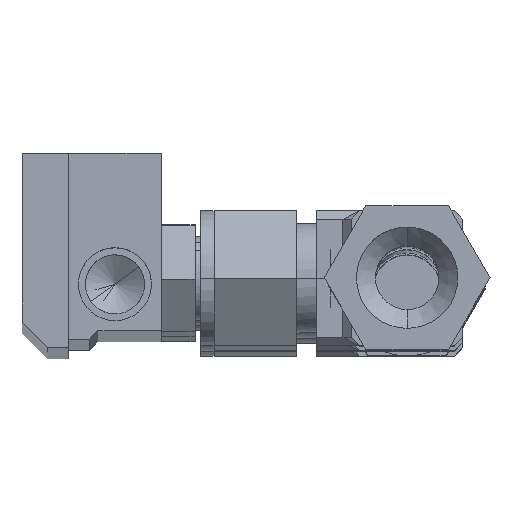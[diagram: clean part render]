
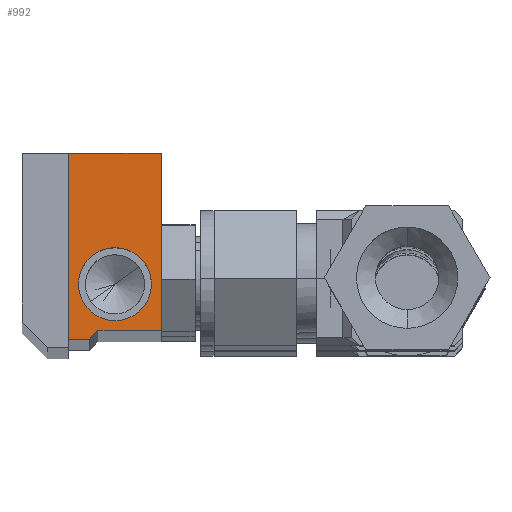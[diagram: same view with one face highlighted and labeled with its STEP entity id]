
A CAD part, top view. The second image highlights one B-rep face of the part: STEP entity #992.
In plain terms, the highlighted planar face has unit normal (0, 0, 1).
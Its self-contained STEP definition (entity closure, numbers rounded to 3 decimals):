
#992=ADVANCED_FACE('',(#2891,#2892),#2893,.T.);
#2891=FACE_OUTER_BOUND('',#5441,.T.);
#2892=FACE_BOUND('',#5442,.T.);
#2893=PLANE('',#5443);
#5441=EDGE_LOOP('',(#11667,#11668,#11669,#11670,#11671,#11672));
#5442=EDGE_LOOP('',(#11673,#11674));
#5443=AXIS2_PLACEMENT_3D('',#11675,#11676,#11677);
#11667=ORIENTED_EDGE('',*,*,#17249,.F.);
#11668=ORIENTED_EDGE('',*,*,#17261,.F.);
#11669=ORIENTED_EDGE('',*,*,#17258,.F.);
#11670=ORIENTED_EDGE('',*,*,#17175,.F.);
#11671=ORIENTED_EDGE('',*,*,#17256,.F.);
#11672=ORIENTED_EDGE('',*,*,#17253,.F.);
#11673=ORIENTED_EDGE('',*,*,#17104,.T.);
#11674=ORIENTED_EDGE('',*,*,#17172,.T.);
#11675=CARTESIAN_POINT('',(7.785,8.281,1219.2));
#11676=DIRECTION('',(0.0,0.0,1.0));
#11677=DIRECTION('',(1.0,0.0,0.0));
#17104=EDGE_CURVE('',#20900,#20897,#20901,.T.);
#17172=EDGE_CURVE('',#20897,#20900,#21012,.T.);
#17175=EDGE_CURVE('',#21015,#21016,#21017,.T.);
#17249=EDGE_CURVE('',#21093,#21094,#21095,.T.);
#17253=EDGE_CURVE('',#21094,#21101,#21102,.T.);
#17256=EDGE_CURVE('',#21101,#21015,#21106,.T.);
#17258=EDGE_CURVE('',#21016,#21108,#21109,.T.);
#17261=EDGE_CURVE('',#21108,#21093,#21113,.T.);
#20897=VERTEX_POINT('',#27847);
#20900=VERTEX_POINT('',#27851);
#20901=CIRCLE('',#27852,6.858);
#21012=CIRCLE('',#27986,6.858);
#21015=VERTEX_POINT('',#27989);
#21016=VERTEX_POINT('',#27990);
#21017=LINE('',#27991,#27992);
#21093=VERTEX_POINT('',#28071);
#21094=VERTEX_POINT('',#28072);
#21095=LINE('',#28073,#28074);
#21101=VERTEX_POINT('',#28083);
#21102=LINE('',#28084,#28085);
#21106=LINE('',#28091,#28092);
#21108=VERTEX_POINT('',#28095);
#21109=LINE('',#28096,#28097);
#21113=LINE('',#28103,#28104);
#27847=CARTESIAN_POINT('',(1.092,0.794,1219.2));
#27851=CARTESIAN_POINT('',(14.808,0.794,1219.2));
#27852=AXIS2_PLACEMENT_3D('',#33373,#33374,#33375);
#27986=AXIS2_PLACEMENT_3D('',#33531,#33532,#33533);
#27989=CARTESIAN_POINT('',(16.681,25.4,1219.2));
#27990=CARTESIAN_POINT('',(16.681,-7.938,1219.2));
#27991=CARTESIAN_POINT('',(16.681,25.4,1219.2));
#27992=VECTOR('',#33540,33.338);
#28071=CARTESIAN_POINT('',(3.175,-9.525,1219.2));
#28072=CARTESIAN_POINT('',(-0.794,-9.525,1219.2));
#28073=CARTESIAN_POINT('',(3.175,-9.525,1219.2));
#28074=VECTOR('',#33754,3.969);
#28083=CARTESIAN_POINT('',(-0.794,25.4,1219.2));
#28084=CARTESIAN_POINT('',(-0.794,-9.525,1219.2));
#28085=VECTOR('',#33758,34.925);
#28091=CARTESIAN_POINT('',(-0.794,25.4,1219.2));
#28092=VECTOR('',#33761,17.475);
#28095=CARTESIAN_POINT('',(4.763,-7.938,1219.2));
#28096=CARTESIAN_POINT('',(16.681,-7.938,1219.2));
#28097=VECTOR('',#33763,11.919);
#28103=CARTESIAN_POINT('',(4.763,-7.938,1219.2));
#28104=VECTOR('',#33766,2.245);
#33373=CARTESIAN_POINT('',(7.95,0.794,1219.2));
#33374=DIRECTION('',(0.0,0.0,-1.0));
#33375=DIRECTION('',(1.0,0.0,0.0));
#33531=CARTESIAN_POINT('',(7.95,0.794,1219.2));
#33532=DIRECTION('',(0.0,0.0,-1.0));
#33533=DIRECTION('',(1.0,0.0,0.0));
#33540=DIRECTION('',(0.0,-1.0,0.0));
#33754=DIRECTION('',(-1.0,0.0,0.0));
#33758=DIRECTION('',(0.0,1.0,0.0));
#33761=DIRECTION('',(1.0,0.0,0.0));
#33763=DIRECTION('',(-1.0,0.0,0.0));
#33766=DIRECTION('',(-0.707,-0.707,0.0));
